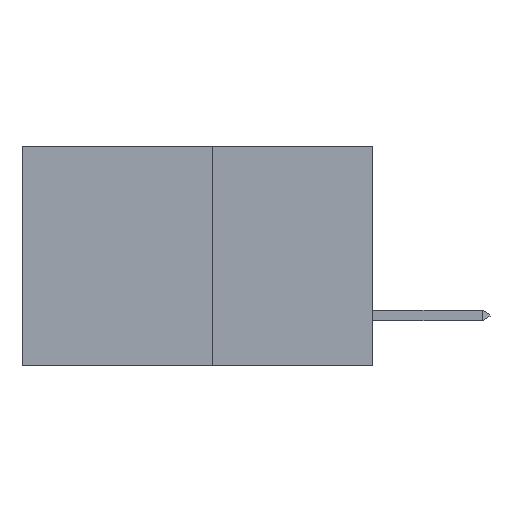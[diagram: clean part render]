
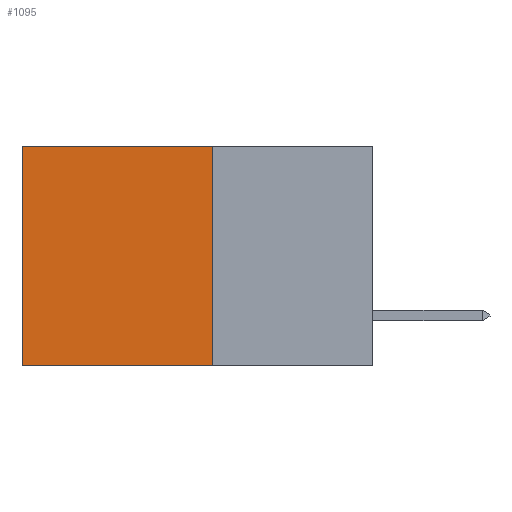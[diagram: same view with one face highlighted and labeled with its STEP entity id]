
A CAD part, left-side view. The second image highlights one B-rep face of the part: STEP entity #1095.
In plain terms, the highlighted planar face has unit normal (-1, 0, 0).
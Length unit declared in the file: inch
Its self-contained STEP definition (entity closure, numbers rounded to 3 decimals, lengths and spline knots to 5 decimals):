
#190 = CARTESIAN_POINT ( 'NONE',  ( 0.277, 0.59, -0.37 ) ) ;
#640 = VERTEX_POINT ( 'NONE', #1172 ) ;
#756 = CARTESIAN_POINT ( 'NONE',  ( 0.277, 0.27, -0.37 ) ) ;
#1095 = ADVANCED_FACE ( 'NONE', ( #7609 ), #3401, .F. ) ;
#1172 = CARTESIAN_POINT ( 'NONE',  ( 0.277, 0.27, 0. ) ) ;
#1444 = LINE ( 'NONE', #3802, #7084 ) ;
#1541 = VERTEX_POINT ( 'NONE', #190 ) ;
#2025 = VECTOR ( 'NONE', #8690, 39.37008 ) ;
#2033 = VERTEX_POINT ( 'NONE', #3730 ) ;
#2097 = DIRECTION ( 'NONE',  ( 0., 0., -1. ) ) ;
#2614 = DIRECTION ( 'NONE',  ( 0., 0., -1. ) ) ;
#3048 = DIRECTION ( 'NONE',  ( 1., 0., 0. ) ) ;
#3401 = PLANE ( 'NONE',  #9181 ) ;
#3565 = LINE ( 'NONE', #3588, #2025 ) ;
#3588 = CARTESIAN_POINT ( 'NONE',  ( 0.277, 0.27, 0. ) ) ;
#3671 = DIRECTION ( 'NONE',  ( 0., 0., -1. ) ) ;
#3692 = CARTESIAN_POINT ( 'NONE',  ( 0.277, 0.27, -0.37 ) ) ;
#3730 = CARTESIAN_POINT ( 'NONE',  ( 0.277, 0.59, 0. ) ) ;
#3802 = CARTESIAN_POINT ( 'NONE',  ( 0.277, 0.59, -0.37 ) ) ;
#3836 = ORIENTED_EDGE ( 'NONE', *, *, #8405, .T. ) ;
#4751 = CARTESIAN_POINT ( 'NONE',  ( 0.277, 0.27, -0.37 ) ) ;
#4975 = LINE ( 'NONE', #3692, #9076 ) ;
#5032 = VERTEX_POINT ( 'NONE', #4751 ) ;
#5365 = EDGE_CURVE ( 'NONE', #5032, #1541, #8061, .T. ) ;
#5475 = EDGE_CURVE ( 'NONE', #640, #5032, #4975, .T. ) ;
#6373 = DIRECTION ( 'NONE',  ( 0., 1., 0. ) ) ;
#6404 = CARTESIAN_POINT ( 'NONE',  ( 0.277, 0.27, -0.37 ) ) ;
#7084 = VECTOR ( 'NONE', #2614, 39.37008 ) ;
#7538 = EDGE_CURVE ( 'NONE', #2033, #1541, #1444, .T. ) ;
#7609 = FACE_OUTER_BOUND ( 'NONE', #9453, .T. ) ;
#7949 = ORIENTED_EDGE ( 'NONE', *, *, #5475, .F. ) ;
#8061 = LINE ( 'NONE', #6404, #8291 ) ;
#8291 = VECTOR ( 'NONE', #6373, 39.37008 ) ;
#8400 = ORIENTED_EDGE ( 'NONE', *, *, #7538, .T. ) ;
#8405 = EDGE_CURVE ( 'NONE', #640, #2033, #3565, .T. ) ;
#8690 = DIRECTION ( 'NONE',  ( 0., 1., 0. ) ) ;
#8848 = ORIENTED_EDGE ( 'NONE', *, *, #5365, .F. ) ;
#9076 = VECTOR ( 'NONE', #3671, 39.37008 ) ;
#9181 = AXIS2_PLACEMENT_3D ( 'NONE', #756, #3048, #2097 ) ;
#9453 = EDGE_LOOP ( 'NONE', ( #8400, #8848, #7949, #3836 ) ) ;
